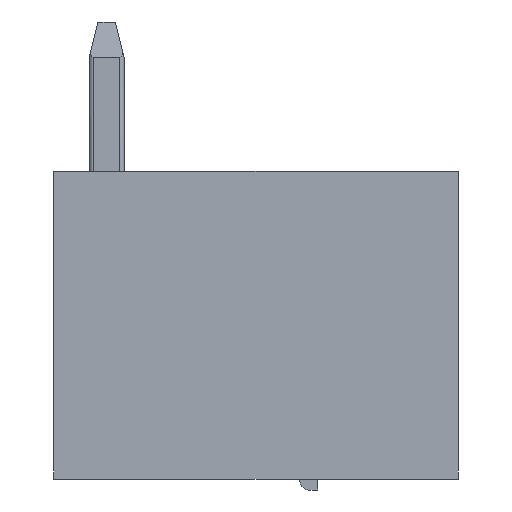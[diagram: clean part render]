
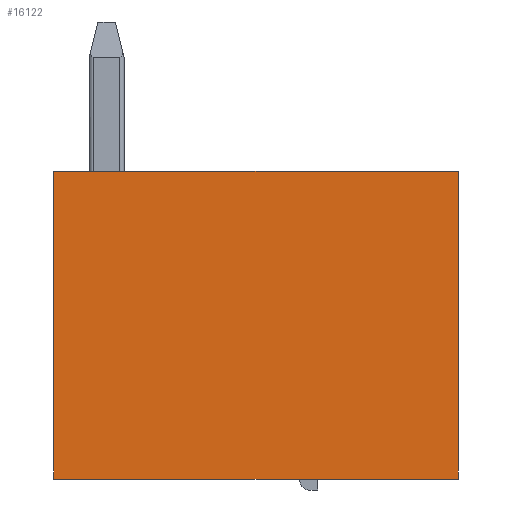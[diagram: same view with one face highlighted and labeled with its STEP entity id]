
A CAD part, front view. The second image highlights one B-rep face of the part: STEP entity #16122.
In plain terms, the highlighted planar face has unit normal (0, -1, 0).
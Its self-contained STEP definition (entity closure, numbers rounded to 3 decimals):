
#74=DIRECTION('',(0.,0.,1.));
#75=VECTOR('',#74,7.);
#76=CARTESIAN_POINT('',(0.,-4.51,-7.));
#77=LINE('',#76,#75);
#704=DIRECTION('',(0.,0.,1.));
#705=VECTOR('',#704,7.);
#706=CARTESIAN_POINT('',(9.2,-4.51,-7.));
#707=LINE('',#706,#705);
#5079=DIRECTION('',(-1.,0.,0.));
#5080=VECTOR('',#5079,9.2);
#5081=CARTESIAN_POINT('',(9.2,-4.51,0.));
#5082=LINE('',#5081,#5080);
#5508=DIRECTION('',(-1.,0.,0.));
#5509=VECTOR('',#5508,9.2);
#5510=CARTESIAN_POINT('',(9.2,-4.51,-7.));
#5511=LINE('',#5510,#5509);
#7563=CARTESIAN_POINT('',(9.2,-4.51,-7.));
#7564=CARTESIAN_POINT('',(9.2,-4.51,0.));
#7565=VERTEX_POINT('',#7563);
#7566=VERTEX_POINT('',#7564);
#7571=CARTESIAN_POINT('',(0.,-4.51,-7.));
#7572=CARTESIAN_POINT('',(0.,-4.51,0.));
#7573=VERTEX_POINT('',#7571);
#7574=VERTEX_POINT('',#7572);
#16111=CARTESIAN_POINT('',(9.2,-4.51,-7.));
#16112=DIRECTION('',(0.,1.,0.));
#16113=DIRECTION('',(0.,0.,1.));
#16114=AXIS2_PLACEMENT_3D('',#16111,#16112,#16113);
#16115=PLANE('',#16114);
#16116=ORIENTED_EDGE('',*,*,#8845,.F.);
#16117=ORIENTED_EDGE('',*,*,#8673,.T.);
#16118=ORIENTED_EDGE('',*,*,#8710,.T.);
#16119=ORIENTED_EDGE('',*,*,#15873,.F.);
#16120=EDGE_LOOP('',(#16116,#16117,#16118,#16119));
#16121=FACE_OUTER_BOUND('',#16120,.F.);
#16122=ADVANCED_FACE('',(#16121),#16115,.F.);
#8673=EDGE_CURVE('',#7565,#7573,#5511,.T.);
#8710=EDGE_CURVE('',#7573,#7574,#77,.T.);
#8845=EDGE_CURVE('',#7565,#7566,#707,.T.);
#15873=EDGE_CURVE('',#7566,#7574,#5082,.T.);
